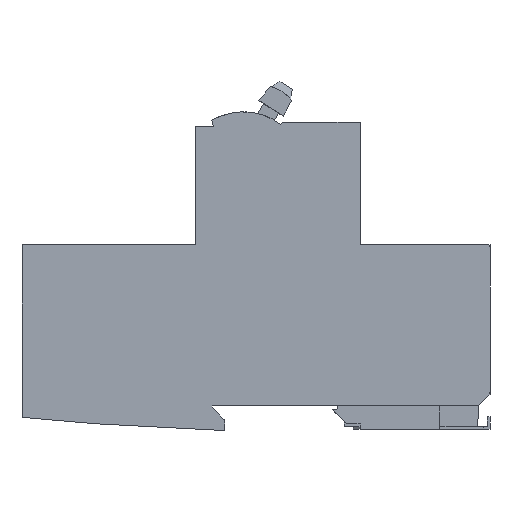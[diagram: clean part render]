
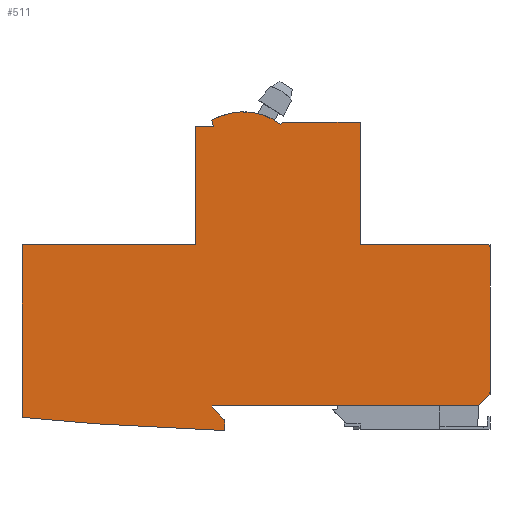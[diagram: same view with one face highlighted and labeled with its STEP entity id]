
A CAD part, left-side view. The second image highlights one B-rep face of the part: STEP entity #511.
In plain terms, the highlighted planar face has unit normal (-1, 0, 0).
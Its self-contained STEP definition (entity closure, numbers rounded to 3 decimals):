
#511=ADVANCED_FACE('',(#1397),#1398,.T.);
#1397=FACE_OUTER_BOUND('',#2651,.T.);
#1398=PLANE('',#2652);
#2651=EDGE_LOOP('',(#4340,#4341,#4342,#4343,#4344,#4345,#4346,#4347,#4348,#4349,#4350,#4351,#4352,#4353,#4354,#4355,#4356,#4357,#4358));
#2652=AXIS2_PLACEMENT_3D('',#4359,#4360,#4361);
#4340=ORIENTED_EDGE('',*,*,#7822,.T.);
#4341=ORIENTED_EDGE('',*,*,#8123,.F.);
#4342=ORIENTED_EDGE('',*,*,#8124,.F.);
#4343=ORIENTED_EDGE('',*,*,#8085,.T.);
#4344=ORIENTED_EDGE('',*,*,#7846,.T.);
#4345=ORIENTED_EDGE('',*,*,#8096,.T.);
#4346=ORIENTED_EDGE('',*,*,#8110,.T.);
#4347=ORIENTED_EDGE('',*,*,#8121,.T.);
#4348=ORIENTED_EDGE('',*,*,#8125,.T.);
#4349=ORIENTED_EDGE('',*,*,#8126,.T.);
#4350=ORIENTED_EDGE('',*,*,#8127,.T.);
#4351=ORIENTED_EDGE('',*,*,#8128,.T.);
#4352=ORIENTED_EDGE('',*,*,#8129,.T.);
#4353=ORIENTED_EDGE('',*,*,#8130,.F.);
#4354=ORIENTED_EDGE('',*,*,#8131,.T.);
#4355=ORIENTED_EDGE('',*,*,#8132,.F.);
#4356=ORIENTED_EDGE('',*,*,#8133,.T.);
#4357=ORIENTED_EDGE('',*,*,#8134,.T.);
#4358=ORIENTED_EDGE('',*,*,#7782,.F.);
#4359=CARTESIAN_POINT('',(0.,58.,6.8));
#4360=DIRECTION('',(-1.0,0.0,0.0));
#4361=DIRECTION('',(0.0,1.0,0.0));
#7782=EDGE_CURVE('',#9286,#9287,#9288,.T.);
#7822=EDGE_CURVE('',#9286,#9363,#9365,.T.);
#7846=EDGE_CURVE('',#9407,#9405,#9408,.T.);
#8085=EDGE_CURVE('',#9828,#9407,#9830,.T.);
#8096=EDGE_CURVE('',#9405,#9848,#9850,.T.);
#8110=EDGE_CURVE('',#9848,#9872,#9874,.T.);
#8121=EDGE_CURVE('',#9872,#9892,#9894,.T.);
#8123=EDGE_CURVE('',#9896,#9363,#9897,.T.);
#8124=EDGE_CURVE('',#9828,#9896,#9898,.T.);
#8125=EDGE_CURVE('',#9892,#9899,#9900,.T.);
#8126=EDGE_CURVE('',#9899,#9901,#9902,.T.);
#8127=EDGE_CURVE('',#9901,#9903,#9904,.T.);
#8128=EDGE_CURVE('',#9903,#9905,#9906,.T.);
#8129=EDGE_CURVE('',#9905,#9907,#9908,.T.);
#8130=EDGE_CURVE('',#9909,#9907,#9910,.T.);
#8131=EDGE_CURVE('',#9909,#9911,#9912,.T.);
#8132=EDGE_CURVE('',#9913,#9911,#9914,.T.);
#8133=EDGE_CURVE('',#9913,#9915,#9916,.T.);
#8134=EDGE_CURVE('',#9915,#9287,#9917,.T.);
#9286=VERTEX_POINT('',#11536);
#9287=VERTEX_POINT('',#11537);
#9288=LINE('',#11538,#11539);
#9363=VERTEX_POINT('',#11732);
#9365=LINE('',#11735,#11736);
#9405=VERTEX_POINT('',#11794);
#9407=VERTEX_POINT('',#11797);
#9408=LINE('',#11798,#11799);
#9828=VERTEX_POINT('',#12544);
#9830=LINE('',#12547,#12548);
#9848=VERTEX_POINT('',#12573);
#9850=LINE('',#12576,#12577);
#9872=VERTEX_POINT('',#12606);
#9874=LINE('',#12609,#12610);
#9892=VERTEX_POINT('',#12636);
#9894=LINE('',#12639,#12640);
#9896=VERTEX_POINT('',#12642);
#9897=CIRCLE('',#12643,17.0);
#9898=LINE('',#12644,#12645);
#9899=VERTEX_POINT('',#12646);
#9900=LINE('',#12647,#12648);
#9901=VERTEX_POINT('',#12649);
#9902=LINE('',#12650,#12651);
#9903=VERTEX_POINT('',#12652);
#9904=CIRCLE('',#12653,1.0);
#9905=VERTEX_POINT('',#12654);
#9906=LINE('',#12655,#12656);
#9907=VERTEX_POINT('',#12657);
#9908=LINE('',#12658,#12659);
#9909=VERTEX_POINT('',#12660);
#9910=LINE('',#12661,#12662);
#9911=VERTEX_POINT('',#12663);
#9912=LINE('',#12664,#12665);
#9913=VERTEX_POINT('',#12666);
#9914=LINE('',#12667,#12668);
#9915=VERTEX_POINT('',#12669);
#9916=LINE('',#12670,#12671);
#9917=LINE('',#12672,#12673);
#11536=CARTESIAN_POINT('',(0.,56.749,84.3));
#11537=CARTESIAN_POINT('',(0.,35.5,84.3));
#11538=CARTESIAN_POINT('',(0.,56.619,84.3));
#11539=VECTOR('',#15111,1.0);
#11732=CARTESIAN_POINT('',(0.,57.184,83.68));
#11735=CARTESIAN_POINT('',(0.,56.824,84.193));
#11736=VECTOR('',#15140,1.0);
#11794=CARTESIAN_POINT('',(0.,80.5,50.8));
#11797=CARTESIAN_POINT('',(0.,80.5,83.1));
#11798=CARTESIAN_POINT('',(0.,80.5,82.1));
#11799=VECTOR('',#15160,1.0);
#12544=CARTESIAN_POINT('',(0.,75.628,83.1));
#12547=CARTESIAN_POINT('',(0.,76.04,83.1));
#12548=VECTOR('',#15398,1.0);
#12573=CARTESIAN_POINT('',(0.,128.0,50.8));
#12576=CARTESIAN_POINT('',(0.,81.,50.8));
#12577=VECTOR('',#15410,1.0);
#12606=CARTESIAN_POINT('',(0.,128.0,3.6));
#12609=CARTESIAN_POINT('',(0.,128.0,48.8));
#12610=VECTOR('',#15431,1.0);
#12636=CARTESIAN_POINT('',(0.,108.292,1.876));
#12639=CARTESIAN_POINT('',(0.,118.476,2.767));
#12640=VECTOR('',#15441,1.0);
#12642=CARTESIAN_POINT('',(0.,76.09,84.824));
#12643=AXIS2_PLACEMENT_3D('',#15442,#15443,#15444);
#12644=CARTESIAN_POINT('',(0.,75.581,82.924));
#12645=VECTOR('',#15445,1.0);
#12646=CARTESIAN_POINT('',(0.,72.5,0.));
#12647=CARTESIAN_POINT('',(0.,108.292,1.876));
#12648=VECTOR('',#15446,1.0);
#12649=CARTESIAN_POINT('',(0.,72.5,2.386));
#12650=CARTESIAN_POINT('',(0.,72.5,1.581));
#12651=VECTOR('',#15447,1.0);
#12652=CARTESIAN_POINT('',(0.,72.793,3.093));
#12653=AXIS2_PLACEMENT_3D('',#15448,#15449,#15450);
#12654=CARTESIAN_POINT('',(0.,76.,6.3));
#12655=CARTESIAN_POINT('',(0.,72.793,3.093));
#12656=VECTOR('',#15451,1.0);
#12657=CARTESIAN_POINT('',(0.,76.,6.8));
#12658=CARTESIAN_POINT('',(0.,76.,6.3));
#12659=VECTOR('',#15452,1.0);
#12660=CARTESIAN_POINT('',(0.,3.057,6.8));
#12661=CARTESIAN_POINT('',(0.,61.75,6.8));
#12662=VECTOR('',#15453,1.0);
#12663=CARTESIAN_POINT('',(0.,0.0,9.857));
#12664=CARTESIAN_POINT('',(0.,2.765,7.093));
#12665=VECTOR('',#15454,1.0);
#12666=CARTESIAN_POINT('',(0.,0.0,50.8));
#12667=CARTESIAN_POINT('',(0.,0.0,48.8));
#12668=VECTOR('',#15455,1.0);
#12669=CARTESIAN_POINT('',(0.,35.5,50.8));
#12670=CARTESIAN_POINT('',(0.,0.0,50.8));
#12671=VECTOR('',#15456,1.0);
#12672=CARTESIAN_POINT('',(0.,35.5,51.3));
#12673=VECTOR('',#15457,1.0);
#15111=DIRECTION('',(0.0,-1.0,0.0));
#15140=DIRECTION('',(0.0,0.574,-0.819));
#15160=DIRECTION('',(0.0,0.0,-1.0));
#15398=DIRECTION('',(0.0,1.0,0.0));
#15410=DIRECTION('',(0.0,1.0,0.0));
#15431=DIRECTION('',(0.0,0.0,-1.0));
#15441=DIRECTION('',(0.0,-0.996,-0.087));
#15442=CARTESIAN_POINT('',(0.,67.49,70.16));
#15443=DIRECTION('',(1.0,0.0,0.0));
#15444=DIRECTION('',(0.0,1.0,0.0));
#15445=DIRECTION('',(0.0,0.259,0.966));
#15446=DIRECTION('',(0.0,-0.999,-0.052));
#15447=DIRECTION('',(0.0,0.0,1.0));
#15448=CARTESIAN_POINT('',(0.,73.5,2.386));
#15449=DIRECTION('',(-1.0,0.0,0.0));
#15450=DIRECTION('',(0.0,-1.0,0.0));
#15451=DIRECTION('',(0.0,0.707,0.707));
#15452=DIRECTION('',(0.0,0.0,1.0));
#15453=DIRECTION('',(0.0,1.0,0.0));
#15454=DIRECTION('',(0.0,-0.707,0.707));
#15455=DIRECTION('',(0.0,0.0,-1.0));
#15456=DIRECTION('',(0.0,1.0,0.0));
#15457=DIRECTION('',(0.0,0.0,1.0));
